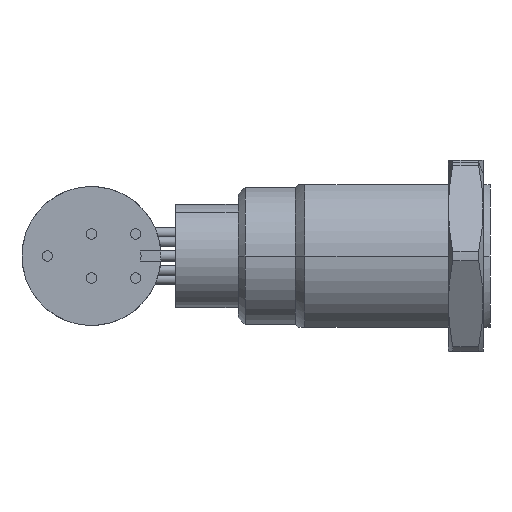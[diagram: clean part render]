
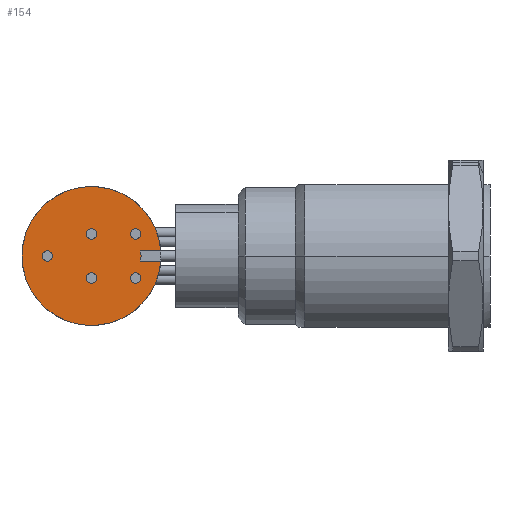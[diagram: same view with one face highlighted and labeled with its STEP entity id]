
A CAD part, front view. The second image highlights one B-rep face of the part: STEP entity #154.
In plain terms, the highlighted planar face has unit normal (0, -1, 0).
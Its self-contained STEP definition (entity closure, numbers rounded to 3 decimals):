
#154=ADVANCED_FACE('',(#331,#332,#333,#334,#335,#336),#337,.T.);
#331=FACE_OUTER_BOUND('',#546,.T.);
#332=FACE_BOUND('',#547,.T.);
#333=FACE_BOUND('',#548,.T.);
#334=FACE_BOUND('',#549,.T.);
#335=FACE_BOUND('',#550,.T.);
#336=FACE_BOUND('',#551,.T.);
#337=PLANE('',#552);
#546=EDGE_LOOP('',(#1001,#1002,#1003,#1004,#1005,#1006,#1007,#1008));
#547=EDGE_LOOP('',(#1009,#1010));
#548=EDGE_LOOP('',(#1011,#1012));
#549=EDGE_LOOP('',(#1013,#1014));
#550=EDGE_LOOP('',(#1015,#1016));
#551=EDGE_LOOP('',(#1017,#1018));
#552=AXIS2_PLACEMENT_3D('',#1019,#1020,#1021);
#1001=ORIENTED_EDGE('',*,*,#1570,.T.);
#1002=ORIENTED_EDGE('',*,*,#1571,.T.);
#1003=ORIENTED_EDGE('',*,*,#1572,.F.);
#1004=ORIENTED_EDGE('',*,*,#1512,.F.);
#1005=ORIENTED_EDGE('',*,*,#1573,.T.);
#1006=ORIENTED_EDGE('',*,*,#1574,.T.);
#1007=ORIENTED_EDGE('',*,*,#1575,.F.);
#1008=ORIENTED_EDGE('',*,*,#1519,.F.);
#1009=ORIENTED_EDGE('',*,*,#1576,.T.);
#1010=ORIENTED_EDGE('',*,*,#1577,.T.);
#1011=ORIENTED_EDGE('',*,*,#1578,.T.);
#1012=ORIENTED_EDGE('',*,*,#1579,.T.);
#1013=ORIENTED_EDGE('',*,*,#1580,.T.);
#1014=ORIENTED_EDGE('',*,*,#1581,.T.);
#1015=ORIENTED_EDGE('',*,*,#1582,.T.);
#1016=ORIENTED_EDGE('',*,*,#1583,.T.);
#1017=ORIENTED_EDGE('',*,*,#1584,.T.);
#1018=ORIENTED_EDGE('',*,*,#1585,.T.);
#1019=CARTESIAN_POINT('',(-20.94,-16.5,0.));
#1020=DIRECTION('',(0.,-1.0,0.));
#1021=DIRECTION('',(0.0,0.,-1.0));
#1512=EDGE_CURVE('',#1933,#1935,#1936,.T.);
#1519=EDGE_CURVE('',#1946,#1942,#1948,.T.);
#1570=EDGE_CURVE('',#1946,#2019,#2020,.T.);
#1571=EDGE_CURVE('',#2019,#2021,#2022,.T.);
#1572=EDGE_CURVE('',#1935,#2021,#2023,.T.);
#1573=EDGE_CURVE('',#1933,#2024,#2025,.T.);
#1574=EDGE_CURVE('',#2024,#2026,#2027,.T.);
#1575=EDGE_CURVE('',#1942,#2026,#2028,.T.);
#1576=EDGE_CURVE('',#2029,#2030,#2031,.T.);
#1577=EDGE_CURVE('',#2030,#2029,#2032,.T.);
#1578=EDGE_CURVE('',#2033,#2034,#2035,.T.);
#1579=EDGE_CURVE('',#2034,#2033,#2036,.T.);
#1580=EDGE_CURVE('',#2037,#2038,#2039,.T.);
#1581=EDGE_CURVE('',#2038,#2037,#2040,.T.);
#1582=EDGE_CURVE('',#2041,#2042,#2043,.T.);
#1583=EDGE_CURVE('',#2042,#2041,#2044,.T.);
#1584=EDGE_CURVE('',#2045,#2046,#2047,.T.);
#1585=EDGE_CURVE('',#2046,#2045,#2048,.T.);
#1933=VERTEX_POINT('',#2731);
#1935=VERTEX_POINT('',#2734);
#1936=CIRCLE('',#2735,4.0);
#1942=VERTEX_POINT('',#2742);
#1946=VERTEX_POINT('',#2747);
#1948=CIRCLE('',#2750,0.325);
#2019=VERTEX_POINT('',#2833);
#2020=LINE('',#2834,#2835);
#2021=VERTEX_POINT('',#2836);
#2022=LINE('',#2837,#2838);
#2023=CIRCLE('',#2839,4.0);
#2024=VERTEX_POINT('',#2840);
#2025=LINE('',#2841,#2842);
#2026=VERTEX_POINT('',#2843);
#2027=LINE('',#2844,#2845);
#2028=CIRCLE('',#2846,0.325);
#2029=VERTEX_POINT('',#2847);
#2030=VERTEX_POINT('',#2848);
#2031=CIRCLE('',#2849,0.3);
#2032=CIRCLE('',#2850,0.3);
#2033=VERTEX_POINT('',#2851);
#2034=VERTEX_POINT('',#2852);
#2035=CIRCLE('',#2853,0.3);
#2036=CIRCLE('',#2854,0.3);
#2037=VERTEX_POINT('',#2855);
#2038=VERTEX_POINT('',#2856);
#2039=CIRCLE('',#2857,0.3);
#2040=CIRCLE('',#2858,0.3);
#2041=VERTEX_POINT('',#2859);
#2042=VERTEX_POINT('',#2860);
#2043=CIRCLE('',#2861,0.3);
#2044=CIRCLE('',#2862,0.3);
#2045=VERTEX_POINT('',#2863);
#2046=VERTEX_POINT('',#2864);
#2047=CIRCLE('',#2865,0.3);
#2048=CIRCLE('',#2866,0.3);
#2731=CARTESIAN_POINT('',(-18.951,-16.5,-0.3));
#2734=CARTESIAN_POINT('',(-26.94,-16.5,0.));
#2735=AXIS2_PLACEMENT_3D('',#3288,#3289,#3290);
#2742=CARTESIAN_POINT('',(-20.075,-16.5,0.));
#2747=CARTESIAN_POINT('',(-20.14,-16.5,0.195));
#2750=AXIS2_PLACEMENT_3D('',#3300,#3301,#3302);
#2833=CARTESIAN_POINT('',(-20.14,-16.5,0.3));
#2834=CARTESIAN_POINT('',(-20.14,-16.5,-0.15));
#2835=VECTOR('',#3387,10.0);
#2836=CARTESIAN_POINT('',(-18.951,-16.5,0.3));
#2837=CARTESIAN_POINT('',(-20.54,-16.5,0.3));
#2838=VECTOR('',#3388,10.0);
#2839=AXIS2_PLACEMENT_3D('',#3389,#3390,#3391);
#2840=CARTESIAN_POINT('',(-20.14,-16.5,-0.3));
#2841=CARTESIAN_POINT('',(-19.946,-16.5,-0.3));
#2842=VECTOR('',#3392,10.0);
#2843=CARTESIAN_POINT('',(-20.14,-16.5,-0.195));
#2844=CARTESIAN_POINT('',(-20.14,-16.5,-0.15));
#2845=VECTOR('',#3393,10.0);
#2846=AXIS2_PLACEMENT_3D('',#3394,#3395,#3396);
#2847=CARTESIAN_POINT('',(-23.24,-16.5,-1.27));
#2848=CARTESIAN_POINT('',(-22.64,-16.5,-1.27));
#2849=AXIS2_PLACEMENT_3D('',#3397,#3398,#3399);
#2850=AXIS2_PLACEMENT_3D('',#3400,#3401,#3402);
#2851=CARTESIAN_POINT('',(-20.7,-16.5,-1.27));
#2852=CARTESIAN_POINT('',(-20.1,-16.5,-1.27));
#2853=AXIS2_PLACEMENT_3D('',#3403,#3404,#3405);
#2854=AXIS2_PLACEMENT_3D('',#3406,#3407,#3408);
#2855=CARTESIAN_POINT('',(-23.24,-16.5,1.27));
#2856=CARTESIAN_POINT('',(-22.64,-16.5,1.27));
#2857=AXIS2_PLACEMENT_3D('',#3409,#3410,#3411);
#2858=AXIS2_PLACEMENT_3D('',#3412,#3413,#3414);
#2859=CARTESIAN_POINT('',(-20.7,-16.5,1.27));
#2860=CARTESIAN_POINT('',(-20.1,-16.5,1.27));
#2861=AXIS2_PLACEMENT_3D('',#3415,#3416,#3417);
#2862=AXIS2_PLACEMENT_3D('',#3418,#3419,#3420);
#2863=CARTESIAN_POINT('',(-25.78,-16.5,0.));
#2864=CARTESIAN_POINT('',(-25.18,-16.5,0.));
#2865=AXIS2_PLACEMENT_3D('',#3421,#3422,#3423);
#2866=AXIS2_PLACEMENT_3D('',#3424,#3425,#3426);
#3288=CARTESIAN_POINT('',(-22.94,-16.5,0.));
#3289=DIRECTION('',(0.,1.0,0.));
#3290=DIRECTION('',(1.0,0.,0.));
#3300=CARTESIAN_POINT('',(-20.4,-16.5,0.));
#3301=DIRECTION('',(0.,1.0,0.));
#3302=DIRECTION('',(1.0,0.,0.));
#3387=DIRECTION('',(0.,0.,1.0));
#3388=DIRECTION('',(1.0,0.,0.));
#3389=CARTESIAN_POINT('',(-22.94,-16.5,0.));
#3390=DIRECTION('',(0.,1.0,0.));
#3391=DIRECTION('',(1.0,0.,0.));
#3392=DIRECTION('',(-1.0,0.,0.));
#3393=DIRECTION('',(0.,0.,1.0));
#3394=CARTESIAN_POINT('',(-20.4,-16.5,0.));
#3395=DIRECTION('',(0.,1.0,0.));
#3396=DIRECTION('',(1.0,0.,0.));
#3397=CARTESIAN_POINT('',(-22.94,-16.5,-1.27));
#3398=DIRECTION('',(0.,1.0,0.));
#3399=DIRECTION('',(1.0,0.,0.));
#3400=CARTESIAN_POINT('',(-22.94,-16.5,-1.27));
#3401=DIRECTION('',(0.,1.0,0.));
#3402=DIRECTION('',(1.0,0.,0.));
#3403=CARTESIAN_POINT('',(-20.4,-16.5,-1.27));
#3404=DIRECTION('',(0.,1.0,0.));
#3405=DIRECTION('',(1.0,0.,0.));
#3406=CARTESIAN_POINT('',(-20.4,-16.5,-1.27));
#3407=DIRECTION('',(0.,1.0,0.));
#3408=DIRECTION('',(1.0,0.,0.));
#3409=CARTESIAN_POINT('',(-22.94,-16.5,1.27));
#3410=DIRECTION('',(0.,1.0,0.));
#3411=DIRECTION('',(1.0,0.,0.));
#3412=CARTESIAN_POINT('',(-22.94,-16.5,1.27));
#3413=DIRECTION('',(0.,1.0,0.));
#3414=DIRECTION('',(1.0,0.,0.));
#3415=CARTESIAN_POINT('',(-20.4,-16.5,1.27));
#3416=DIRECTION('',(0.,1.0,0.));
#3417=DIRECTION('',(1.0,0.,0.));
#3418=CARTESIAN_POINT('',(-20.4,-16.5,1.27));
#3419=DIRECTION('',(0.,1.0,0.));
#3420=DIRECTION('',(1.0,0.,0.));
#3421=CARTESIAN_POINT('',(-25.48,-16.5,0.));
#3422=DIRECTION('',(0.,1.0,0.));
#3423=DIRECTION('',(1.0,0.,0.));
#3424=CARTESIAN_POINT('',(-25.48,-16.5,0.));
#3425=DIRECTION('',(0.,1.0,0.));
#3426=DIRECTION('',(1.0,0.,0.));
